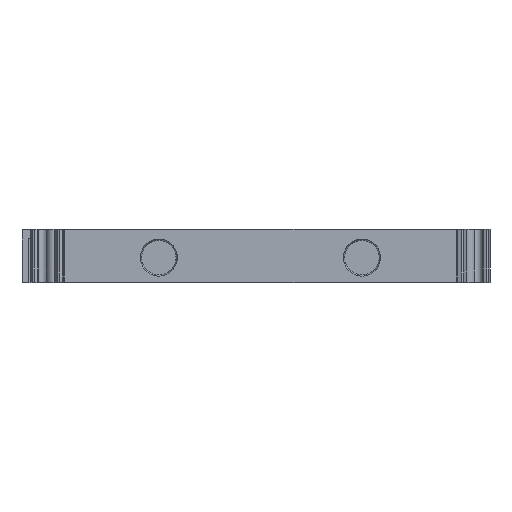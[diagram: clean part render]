
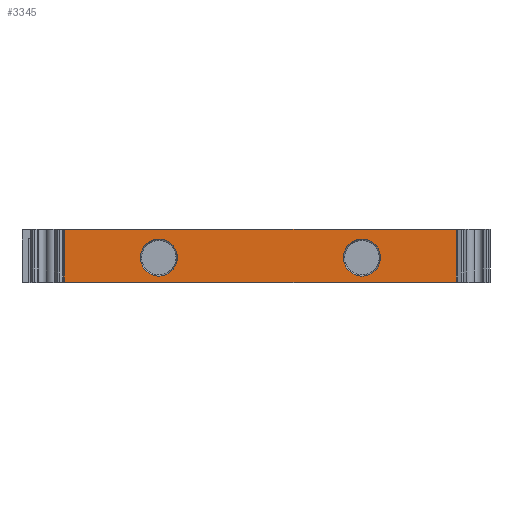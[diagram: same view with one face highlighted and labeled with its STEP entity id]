
A CAD part, top view. The second image highlights one B-rep face of the part: STEP entity #3345.
In plain terms, the highlighted planar face has unit normal (0, 0, 1).
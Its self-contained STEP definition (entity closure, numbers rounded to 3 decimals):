
#155=CIRCLE('',#3600,2.1);
#156=CIRCLE('',#3601,2.1);
#456=ORIENTED_EDGE('',*,*,#1452,.F.);
#457=ORIENTED_EDGE('',*,*,#1453,.T.);
#458=ORIENTED_EDGE('',*,*,#1454,.F.);
#459=ORIENTED_EDGE('',*,*,#1331,.F.);
#460=ORIENTED_EDGE('',*,*,#1455,.T.);
#461=ORIENTED_EDGE('',*,*,#1456,.F.);
#1331=EDGE_CURVE('',#1834,#1835,#2168,.T.);
#1452=EDGE_CURVE('',#1945,#1945,#155,.T.);
#1453=EDGE_CURVE('',#1946,#1947,#2238,.T.);
#1454=EDGE_CURVE('',#1835,#1947,#2239,.T.);
#1455=EDGE_CURVE('',#1834,#1946,#2240,.T.);
#1456=EDGE_CURVE('',#1948,#1948,#156,.T.);
#1834=VERTEX_POINT('',#5015);
#1835=VERTEX_POINT('',#5017);
#1945=VERTEX_POINT('',#5254);
#1946=VERTEX_POINT('',#5256);
#1947=VERTEX_POINT('',#5257);
#1948=VERTEX_POINT('',#5261);
#2168=LINE('',#5016,#2538);
#2238=LINE('',#5255,#2608);
#2239=LINE('',#5258,#2609);
#2240=LINE('',#5259,#2610);
#2538=VECTOR('',#3957,1000.);
#2608=VECTOR('',#4143,1000.);
#2609=VECTOR('',#4144,1000.);
#2610=VECTOR('',#4145,1000.);
#2855=EDGE_LOOP('',(#456));
#2856=EDGE_LOOP('',(#457,#458,#459,#460));
#2857=EDGE_LOOP('',(#461));
#3049=FACE_BOUND('',#2855,.T.);
#3050=FACE_BOUND('',#2856,.T.);
#3051=FACE_BOUND('',#2857,.T.);
#3237=PLANE('',#3599);
#3345=ADVANCED_FACE('',(#3049,#3050,#3051),#3237,.F.);
#3599=AXIS2_PLACEMENT_3D('',#5252,#4139,#4140);
#3600=AXIS2_PLACEMENT_3D('',#5253,#4141,#4142);
#3601=AXIS2_PLACEMENT_3D('',#5260,#4146,#4147);
#3957=DIRECTION('',(1.,0.,0.));
#4139=DIRECTION('',(0.,0.,-1.));
#4140=DIRECTION('',(-1.,0.,0.));
#4141=DIRECTION('',(0.,0.,1.));
#4142=DIRECTION('',(1.,0.,0.));
#4143=DIRECTION('',(1.,0.,0.));
#4144=DIRECTION('',(0.,-1.,0.));
#4145=DIRECTION('',(0.,-1.,0.));
#4146=DIRECTION('',(0.,0.,1.));
#4147=DIRECTION('',(1.,0.,0.));
#5015=CARTESIAN_POINT('',(-21.349,6.,25.425));
#5016=CARTESIAN_POINT('',(23.044,6.,25.425));
#5017=CARTESIAN_POINT('',(23.044,6.,25.425));
#5252=CARTESIAN_POINT('',(23.044,6.,25.425));
#5253=CARTESIAN_POINT('',(12.347,2.78,25.425));
#5254=CARTESIAN_POINT('',(14.447,2.78,25.425));
#5255=CARTESIAN_POINT('',(23.044,0.,25.425));
#5256=CARTESIAN_POINT('',(-21.349,0.,25.425));
#5257=CARTESIAN_POINT('',(23.044,0.,25.425));
#5258=CARTESIAN_POINT('',(23.044,6.,25.425));
#5259=CARTESIAN_POINT('',(-21.349,6.,25.425));
#5260=CARTESIAN_POINT('',(-10.653,2.78,25.425));
#5261=CARTESIAN_POINT('',(-8.553,2.78,25.425));
